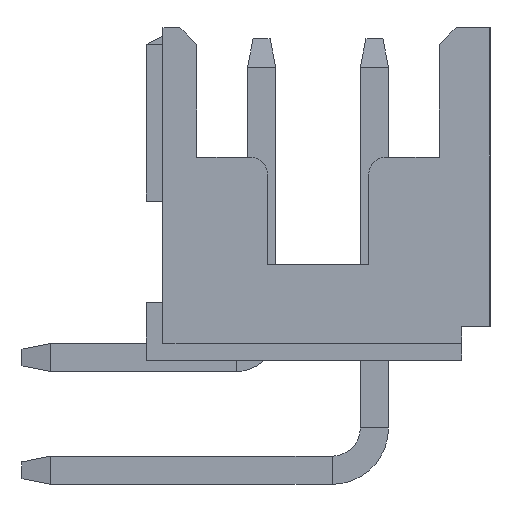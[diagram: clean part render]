
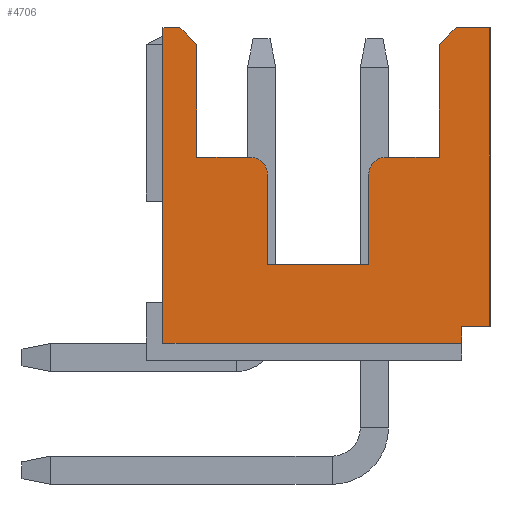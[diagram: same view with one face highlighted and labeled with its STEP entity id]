
A CAD part, left-side view. The second image highlights one B-rep face of the part: STEP entity #4706.
In plain terms, the highlighted planar face has unit normal (-1, 0, 0).
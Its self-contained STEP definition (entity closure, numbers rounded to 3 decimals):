
#3835=CARTESIAN_POINT('',(-11.,2.75,-1.4));
#3836=VERTEX_POINT('',#3835);
#3843=CARTESIAN_POINT('',(-11.,2.75,4.2));
#3844=VERTEX_POINT('',#3843);
#3845=CARTESIAN_POINT('',(-11.,2.75,-1.4));
#3846=DIRECTION('',(0.,0.,1.));
#3847=VECTOR('',#3846,5.6);
#3848=LINE('',#3845,#3847);
#3849=EDGE_CURVE('',#3836,#3844,#3848,.T.);
#4440=CARTESIAN_POINT('',(-11.,2.15,3.9));
#4441=VERTEX_POINT('',#4440);
#4442=CARTESIAN_POINT('',(-11.,2.15,1.9));
#4443=VERTEX_POINT('',#4442);
#4444=CARTESIAN_POINT('',(-11.,2.15,3.9));
#4445=DIRECTION('',(0.,0.,-1.));
#4446=VECTOR('',#4445,2.);
#4447=LINE('',#4444,#4446);
#4448=EDGE_CURVE('',#4441,#4443,#4447,.T.);
#4554=CARTESIAN_POINT('',(-11.,0.9,0.));
#4555=VERTEX_POINT('',#4554);
#4563=CARTESIAN_POINT('',(-11.,0.9,1.6));
#4564=VERTEX_POINT('',#4563);
#4571=CARTESIAN_POINT('',(-11.,0.9,1.6));
#4572=DIRECTION('',(0.,0.,-1.));
#4573=VECTOR('',#4572,1.6);
#4574=LINE('',#4571,#4573);
#4575=EDGE_CURVE('',#4564,#4555,#4574,.T.);
#4580=CARTESIAN_POINT('',(-11.,-0.15,1.4));
#4581=DIRECTION('',(0.,-1.,0.));
#4582=DIRECTION('',(-1.,0.,0.));
#4583=AXIS2_PLACEMENT_3D('',#4580,#4582,#4581);
#4584=PLANE('',#4583);
#4585=CARTESIAN_POINT('',(-11.,-2.15,1.9));
#4586=VERTEX_POINT('',#4585);
#4587=CARTESIAN_POINT('',(-11.,-1.2,1.9));
#4588=VERTEX_POINT('',#4587);
#4589=CARTESIAN_POINT('',(-11.,-2.15,1.9));
#4590=DIRECTION('',(0.,1.,0.));
#4591=VECTOR('',#4590,0.95);
#4592=LINE('',#4589,#4591);
#4593=EDGE_CURVE('',#4586,#4588,#4592,.T.);
#4594=ORIENTED_EDGE('',*,*,#4593,.T.);
#4595=CARTESIAN_POINT('',(-11.,-0.9,1.6));
#4596=VERTEX_POINT('',#4595);
#4597=CARTESIAN_POINT('',(-11.,-1.2,1.6));
#4598=DIRECTION('',(0.,0.,1.));
#4599=DIRECTION('',(-1.,0.,-0.));
#4600=AXIS2_PLACEMENT_3D('',#4597,#4599,#4598);
#4601=CIRCLE('',#4600,0.3);
#4602=EDGE_CURVE('',#4588,#4596,#4601,.T.);
#4603=ORIENTED_EDGE('',*,*,#4602,.T.);
#4604=CARTESIAN_POINT('',(-11.,-0.9,0.));
#4605=VERTEX_POINT('',#4604);
#4606=CARTESIAN_POINT('',(-11.,-0.9,1.6));
#4607=DIRECTION('',(0.,0.,-1.));
#4608=VECTOR('',#4607,1.6);
#4609=LINE('',#4606,#4608);
#4610=EDGE_CURVE('',#4596,#4605,#4609,.T.);
#4611=ORIENTED_EDGE('',*,*,#4610,.T.);
#4612=CARTESIAN_POINT('',(-11.,0.9,0.));
#4613=DIRECTION('',(0.,-1.,0.));
#4614=VECTOR('',#4613,1.8);
#4615=LINE('',#4612,#4614);
#4616=EDGE_CURVE('',#4555,#4605,#4615,.T.);
#4617=ORIENTED_EDGE('',*,*,#4616,.F.);
#4618=ORIENTED_EDGE('',*,*,#4575,.F.);
#4619=CARTESIAN_POINT('',(-11.,1.2,1.9));
#4620=VERTEX_POINT('',#4619);
#4621=CARTESIAN_POINT('',(-11.,1.2,1.6));
#4622=DIRECTION('',(0.,-1.,0.));
#4623=DIRECTION('',(-1.,0.,0.));
#4624=AXIS2_PLACEMENT_3D('',#4621,#4623,#4622);
#4625=CIRCLE('',#4624,0.3);
#4626=EDGE_CURVE('',#4564,#4620,#4625,.T.);
#4627=ORIENTED_EDGE('',*,*,#4626,.T.);
#4628=CARTESIAN_POINT('',(-11.,1.2,1.9));
#4629=DIRECTION('',(0.,1.,0.));
#4630=VECTOR('',#4629,0.95);
#4631=LINE('',#4628,#4630);
#4632=EDGE_CURVE('',#4620,#4443,#4631,.T.);
#4633=ORIENTED_EDGE('',*,*,#4632,.T.);
#4634=ORIENTED_EDGE('',*,*,#4448,.F.);
#4635=CARTESIAN_POINT('',(-11.,2.45,4.2));
#4636=VERTEX_POINT('',#4635);
#4637=CARTESIAN_POINT('',(-11.,2.15,3.9));
#4638=DIRECTION('',(0.,0.707,0.707));
#4639=VECTOR('',#4638,0.424);
#4640=LINE('',#4637,#4639);
#4641=EDGE_CURVE('',#4441,#4636,#4640,.T.);
#4642=ORIENTED_EDGE('',*,*,#4641,.T.);
#4643=CARTESIAN_POINT('',(-11.,2.45,4.2));
#4644=DIRECTION('',(0.,1.,0.));
#4645=VECTOR('',#4644,0.3);
#4646=LINE('',#4643,#4645);
#4647=EDGE_CURVE('',#4636,#3844,#4646,.T.);
#4648=ORIENTED_EDGE('',*,*,#4647,.T.);
#4649=ORIENTED_EDGE('',*,*,#3849,.F.);
#4650=CARTESIAN_POINT('',(-11.,-2.55,-1.4));
#4651=VERTEX_POINT('',#4650);
#4652=CARTESIAN_POINT('',(-11.,2.75,-1.4));
#4653=DIRECTION('',(0.,-1.,0.));
#4654=VECTOR('',#4653,5.3);
#4655=LINE('',#4652,#4654);
#4656=EDGE_CURVE('',#3836,#4651,#4655,.T.);
#4657=ORIENTED_EDGE('',*,*,#4656,.T.);
#4658=CARTESIAN_POINT('',(-11.,-2.55,-1.1));
#4659=VERTEX_POINT('',#4658);
#4660=CARTESIAN_POINT('',(-11.,-2.55,-1.4));
#4661=DIRECTION('',(0.,0.,1.));
#4662=VECTOR('',#4661,0.3);
#4663=LINE('',#4660,#4662);
#4664=EDGE_CURVE('',#4651,#4659,#4663,.T.);
#4665=ORIENTED_EDGE('',*,*,#4664,.T.);
#4666=CARTESIAN_POINT('',(-11.,-3.05,-1.1));
#4667=VERTEX_POINT('',#4666);
#4668=CARTESIAN_POINT('',(-11.,-2.55,-1.1));
#4669=DIRECTION('',(0.,-1.,0.));
#4670=VECTOR('',#4669,0.5);
#4671=LINE('',#4668,#4670);
#4672=EDGE_CURVE('',#4659,#4667,#4671,.T.);
#4673=ORIENTED_EDGE('',*,*,#4672,.T.);
#4674=CARTESIAN_POINT('',(-11.,-3.05,4.2));
#4675=VERTEX_POINT('',#4674);
#4676=CARTESIAN_POINT('',(-11.,-3.05,-1.1));
#4677=DIRECTION('',(0.,0.,1.));
#4678=VECTOR('',#4677,5.3);
#4679=LINE('',#4676,#4678);
#4680=EDGE_CURVE('',#4667,#4675,#4679,.T.);
#4681=ORIENTED_EDGE('',*,*,#4680,.T.);
#4682=CARTESIAN_POINT('',(-11.,-2.45,4.2));
#4683=VERTEX_POINT('',#4682);
#4684=CARTESIAN_POINT('',(-11.,-3.05,4.2));
#4685=DIRECTION('',(0.,1.,0.));
#4686=VECTOR('',#4685,0.6);
#4687=LINE('',#4684,#4686);
#4688=EDGE_CURVE('',#4675,#4683,#4687,.T.);
#4689=ORIENTED_EDGE('',*,*,#4688,.T.);
#4690=CARTESIAN_POINT('',(-11.,-2.15,3.9));
#4691=VERTEX_POINT('',#4690);
#4692=CARTESIAN_POINT('',(-11.,-2.45,4.2));
#4693=DIRECTION('',(0.,0.707,-0.707));
#4694=VECTOR('',#4693,0.424);
#4695=LINE('',#4692,#4694);
#4696=EDGE_CURVE('',#4683,#4691,#4695,.T.);
#4697=ORIENTED_EDGE('',*,*,#4696,.T.);
#4698=CARTESIAN_POINT('',(-11.,-2.15,3.9));
#4699=DIRECTION('',(0.,0.,-1.));
#4700=VECTOR('',#4699,2.);
#4701=LINE('',#4698,#4700);
#4702=EDGE_CURVE('',#4691,#4586,#4701,.T.);
#4703=ORIENTED_EDGE('',*,*,#4702,.T.);
#4704=EDGE_LOOP('',(#4594,#4603,#4611,#4617,#4618,#4627,#4633,#4634,#4642,#4648,#4649,#4657,#4665,#4673,#4681,#4689,#4697,#4703));
#4705=FACE_OUTER_BOUND('',#4704,.T.);
#4706=ADVANCED_FACE('',(#4705),#4584,.T.);
